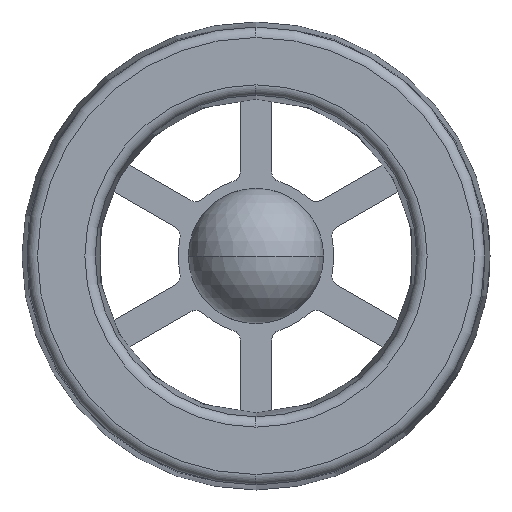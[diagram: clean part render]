
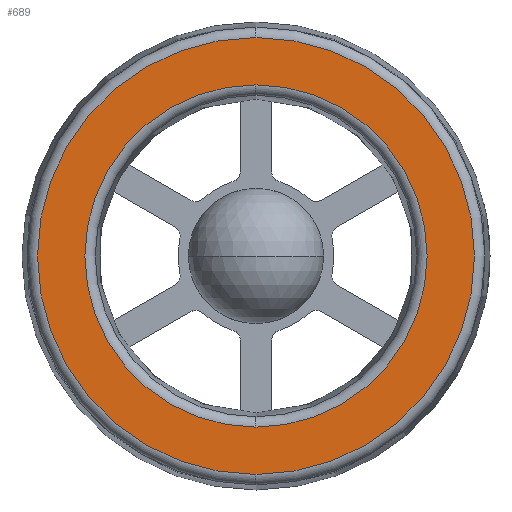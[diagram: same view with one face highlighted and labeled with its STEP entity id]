
A CAD part, left-side view. The second image highlights one B-rep face of the part: STEP entity #689.
In plain terms, the highlighted planar face has unit normal (-1, 0, 0).
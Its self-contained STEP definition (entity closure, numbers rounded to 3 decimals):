
#35 = CARTESIAN_POINT ( 'NONE',  ( -27., 0., -10.506 ) ) ;
#60 = DIRECTION ( 'NONE',  ( 0., 0., 1. ) ) ;
#113 = AXIS2_PLACEMENT_3D ( 'NONE', #1516, #2688, #60 ) ;
#146 = DIRECTION ( 'NONE',  ( 1., 0., 0. ) ) ;
#346 = PLANE ( 'NONE',  #113 ) ;
#392 = EDGE_CURVE ( 'NONE', #1476, #2835, #1260, .T. ) ;
#418 = ORIENTED_EDGE ( 'NONE', *, *, #1687, .T. ) ;
#601 = VERTEX_POINT ( 'NONE', #2028 ) ;
#617 = ORIENTED_EDGE ( 'NONE', *, *, #392, .T. ) ;
#621 = AXIS2_PLACEMENT_3D ( 'NONE', #3061, #146, #1318 ) ;
#689 = ADVANCED_FACE ( 'NONE', ( #1803, #2972 ), #346, .T. ) ;
#768 = DIRECTION ( 'NONE',  ( 0., 0., 1. ) ) ;
#847 = CARTESIAN_POINT ( 'NONE',  ( -27., 0., 0. ) ) ;
#1076 = CIRCLE ( 'NONE', #3230, 8.229 ) ;
#1100 = AXIS2_PLACEMENT_3D ( 'NONE', #1187, #2362, #3528 ) ;
#1180 = EDGE_CURVE ( 'NONE', #601, #3506, #1076, .T. ) ;
#1187 = CARTESIAN_POINT ( 'NONE',  ( -27., 0., 0. ) ) ;
#1260 = CIRCLE ( 'NONE', #2069, 10.506 ) ;
#1318 = DIRECTION ( 'NONE',  ( 0., 0., 1. ) ) ;
#1476 = VERTEX_POINT ( 'NONE', #3682 ) ;
#1516 = CARTESIAN_POINT ( 'NONE',  ( -27., 7.735, 0. ) ) ;
#1687 = EDGE_CURVE ( 'NONE', #3506, #601, #2274, .T. ) ;
#1803 = FACE_OUTER_BOUND ( 'NONE', #3723, .T. ) ;
#2021 = DIRECTION ( 'NONE',  ( 1., 0., 0. ) ) ;
#2028 = CARTESIAN_POINT ( 'NONE',  ( -27., 0., 8.229 ) ) ;
#2069 = AXIS2_PLACEMENT_3D ( 'NONE', #2235, #3402, #768 ) ;
#2235 = CARTESIAN_POINT ( 'NONE',  ( -27., 0., 0. ) ) ;
#2274 = CIRCLE ( 'NONE', #621, 8.229 ) ;
#2346 = EDGE_LOOP ( 'NONE', ( #3163, #418 ) ) ;
#2362 = DIRECTION ( 'NONE',  ( -1., 0., 0. ) ) ;
#2619 = ORIENTED_EDGE ( 'NONE', *, *, #3205, .T. ) ;
#2688 = DIRECTION ( 'NONE',  ( -1., 0., 0. ) ) ;
#2759 = CIRCLE ( 'NONE', #1100, 10.506 ) ;
#2835 = VERTEX_POINT ( 'NONE', #35 ) ;
#2972 = FACE_BOUND ( 'NONE', #2346, .T. ) ;
#3061 = CARTESIAN_POINT ( 'NONE',  ( -27., 0., 0. ) ) ;
#3163 = ORIENTED_EDGE ( 'NONE', *, *, #1180, .T. ) ;
#3192 = DIRECTION ( 'NONE',  ( 0., 0., 1. ) ) ;
#3205 = EDGE_CURVE ( 'NONE', #2835, #1476, #2759, .T. ) ;
#3230 = AXIS2_PLACEMENT_3D ( 'NONE', #847, #2021, #3192 ) ;
#3360 = CARTESIAN_POINT ( 'NONE',  ( -27., 0., -8.229 ) ) ;
#3402 = DIRECTION ( 'NONE',  ( -1., 0., 0. ) ) ;
#3506 = VERTEX_POINT ( 'NONE', #3360 ) ;
#3528 = DIRECTION ( 'NONE',  ( 0., 0., 1. ) ) ;
#3682 = CARTESIAN_POINT ( 'NONE',  ( -27., 0., 10.506 ) ) ;
#3723 = EDGE_LOOP ( 'NONE', ( #617, #2619 ) ) ;
